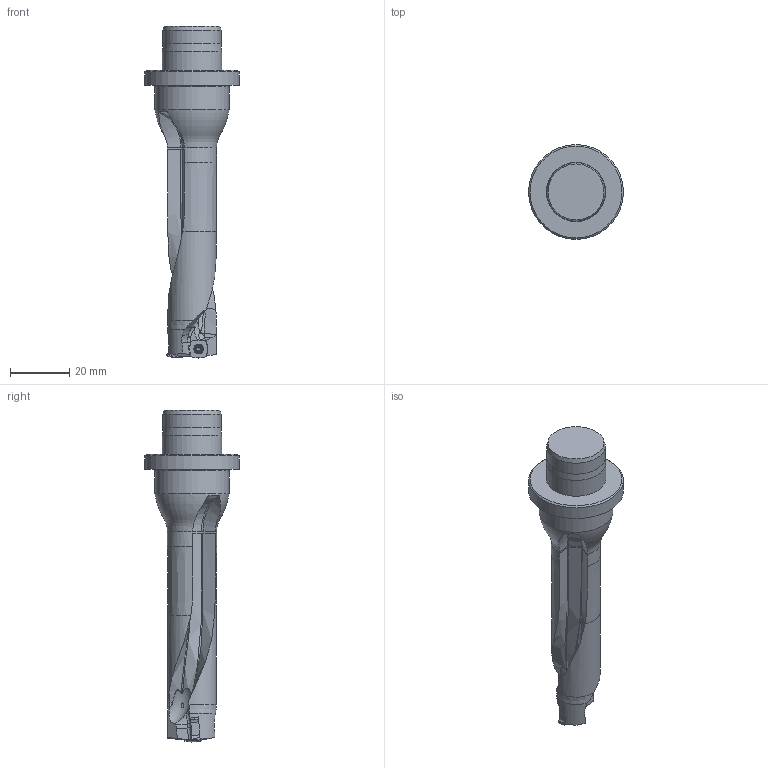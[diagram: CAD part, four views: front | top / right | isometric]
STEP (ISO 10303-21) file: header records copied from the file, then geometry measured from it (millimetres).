
FILE_DESCRIPTION(/* description */ (''),/* implementation_level */ '2;1');
FILE_NAME(/* name */ 'toolassembly_1.stp',/* time_stamp */ '2020-03-23T16:48:53+01:00',/* author */ (''),/* organization */ ('SMS'),/* preprocessor_version */ 'ST-DEVELOPER v16.7',/* originating_system */ 'SIEMENS PLM Software NX 12.0',/* authorisation */ '');
FILE_SCHEMA (('AUTOMOTIVE_DESIGN { 1 0 10303 214 3 1 1 1 }'));
Length unit declared in the file: millimetre
Products named in the file (5): CUT_20200323164826; CUT_20200323164824; NOCUT_20200323164632; ASSEMBLY_CONSTRUCTION; TOOLASSEMBLY_1
Assembly tree (4 placements, depth 2):
  TOOLASSEMBLY_1
    ASSEMBLY_CONSTRUCTION
    NOCUT_20200323164632
    CUT_20200323164824
    CUT_20200323164826
Bounding box: 32 x 32 x 112 mm (x, y, z)
Volume: 24588.3 mm3; surface area: 9078 mm2
Topology: 3 solids, 3 shells, 272 faces, 713 edges, 463 vertices
Faces by surface type: plane 104, cylinder 64, cone 35, extrusion 31, bspline 19, torus 12, revolution 5, sphere 2
Full cylindrical faces by diameter (mm): 1.7 x2, 2 x1, 2.2 x2, 2.65 x2, 19.695 x1, 19.995 x1, 25 x1, 32 x1
Entity records: 11405 total; most frequent: CARTESIAN_POINT 4871, ORIENTED_EDGE 1350, DIRECTION 1219, EDGE_CURVE 675, AXIS2_PLACEMENT_3D 474, VERTEX_POINT 446, EDGE_LOOP 311, ADVANCED_FACE 272
